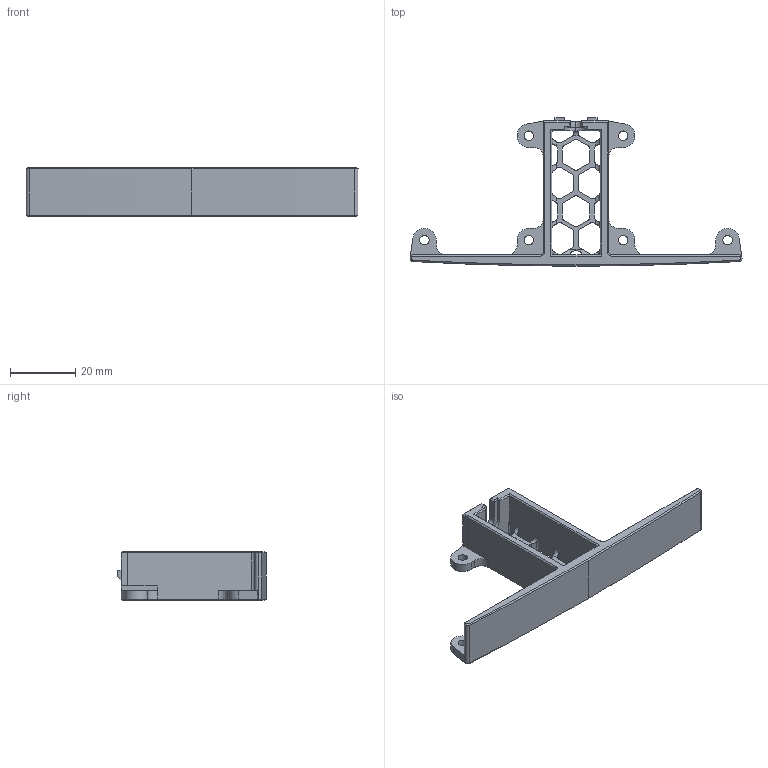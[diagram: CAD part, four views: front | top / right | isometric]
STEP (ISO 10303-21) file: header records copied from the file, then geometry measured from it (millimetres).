
FILE_DESCRIPTION(/* description */ (''),/* implementation_level */ '2;1');
FILE_NAME(/* name */ 'Fan_Support_Screwed.step',/* time_stamp */ '2021-10-18T16:39:37-04:00',/* author */ (''),/* organization */ (''),/* preprocessor_version */ 'ST-DEVELOPER v18.1',/* originating_system */ 'Autodesk Translation Framework v10.10.0.1391',/* authorisation */ '');
FILE_SCHEMA (('AUTOMOTIVE_DESIGN { 1 0 10303 214 3 1 1 }'));
Length unit declared in the file: millimetre
Products named in the file (1): Fan_Support_Screwed
Bounding box: 101.75 x 45.5 x 15 mm (x, y, z)
Volume: 9607.9 mm3; surface area: 8469.8 mm2
Topology: 1 solids, 1 shells, 435 faces, 1110 edges, 668 vertices
Faces by surface type: plane 211, cylinder 120, cone 104
Full cylindrical faces by diameter (mm): 2.9 x6
Entity records: 13206 total; most frequent: CARTESIAN_POINT 2521, DIRECTION 2249, ORIENTED_EDGE 2220, EDGE_CURVE 1110, AXIS2_PLACEMENT_3D 752, LINE 745, VECTOR 745, VERTEX_POINT 668
